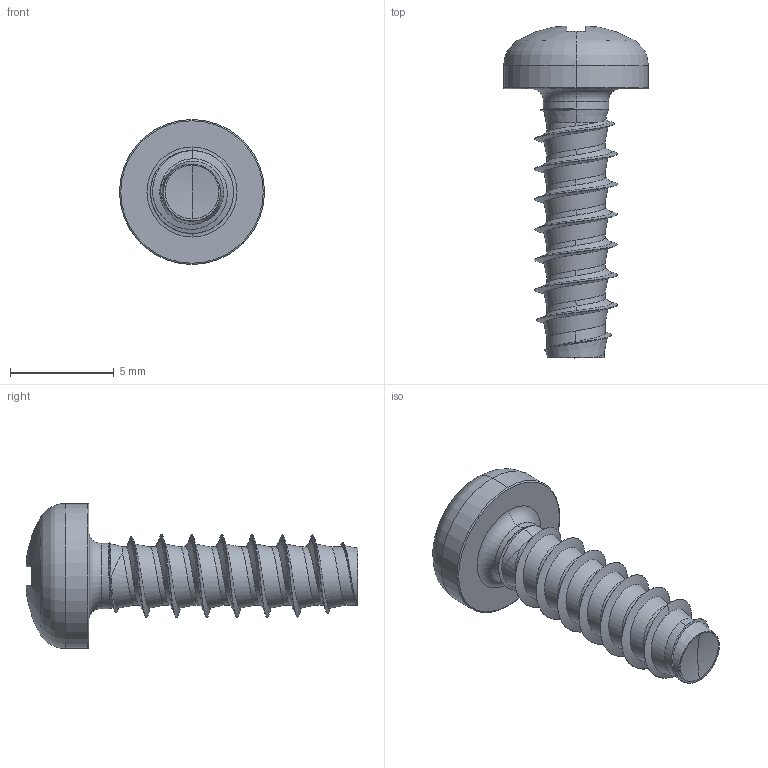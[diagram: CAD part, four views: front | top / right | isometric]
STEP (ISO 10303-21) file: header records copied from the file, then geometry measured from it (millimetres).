
FILE_DESCRIPTION (( 'STEP AP203' ), '1' );
FILE_NAME ('STP220400130.STEP', '2017-08-15T03:03:30', ( '' ), ( '' ), 'SwSTEP 2.0', 'SolidWorks 2015', '' );
FILE_SCHEMA (( 'CONFIG_CONTROL_DESIGN' ));
Length unit declared in the file: millimetre
Products named in the file (1): STP220400130
Bounding box: 7 x 16.03 x 7 mm (x, y, z)
Volume: 180.9 mm3; surface area: 315.9 mm2
Topology: 1 solids, 1 shells, 184 faces, 438 edges, 256 vertices
Faces by surface type: bspline 55, cylinder 42, plane 30, torus 28, sphere 20, cone 9
Entity records: 18599 total; most frequent: CARTESIAN_POINT 14756, ORIENTED_EDGE 872, DIRECTION 709, EDGE_CURVE 436, AXIS2_PLACEMENT_3D 311, VERTEX_POINT 256, EDGE_LOOP 186, ADVANCED_FACE 184
